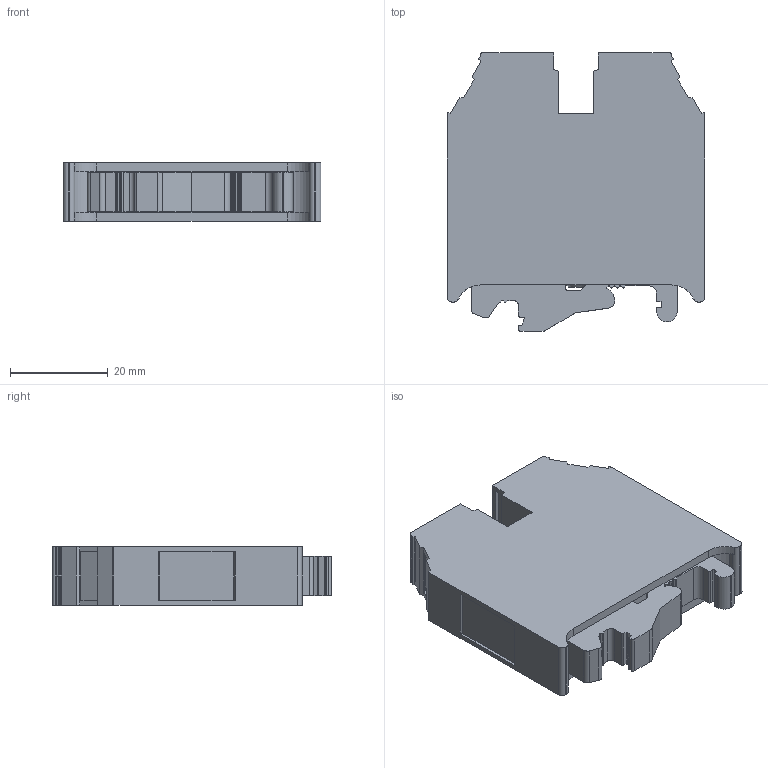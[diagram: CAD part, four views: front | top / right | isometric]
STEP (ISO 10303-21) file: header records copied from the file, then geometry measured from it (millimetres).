
FILE_DESCRIPTION (( 'STEP AP214' ), '1' );
FILE_NAME ('334200_AVK 16 TRD.STP', '2015-08-06T13:47:20', ( '' ), ( '' ), 'SwSTEP 2.0', 'SolidWorks 2015', '' );
FILE_SCHEMA (( 'AUTOMOTIVE_DESIGN' ));
Length unit declared in the file: millimetre
Products named in the file (1): 334200_AVK 16 TRD
Bounding box: 52.8 x 57.11 x 12 mm (x, y, z)
Volume: 29312.4 mm3; surface area: 8440.2 mm2
Topology: 1 solids, 1 shells, 214 faces, 623 edges, 415 vertices
Faces by surface type: plane 139, cylinder 71, cone 4
Entity records: 8268 total; most frequent: CARTESIAN_POINT 1286, ORIENTED_EDGE 1246, DIRECTION 1198, EDGE_CURVE 623, LINE 456, VECTOR 456, VERTEX_POINT 415, AXIS2_PLACEMENT_3D 371
